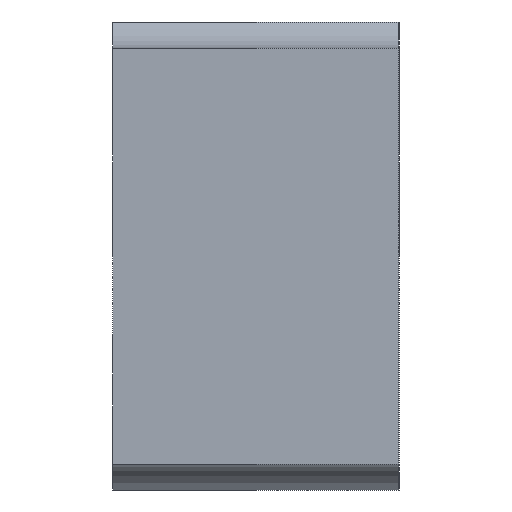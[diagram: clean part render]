
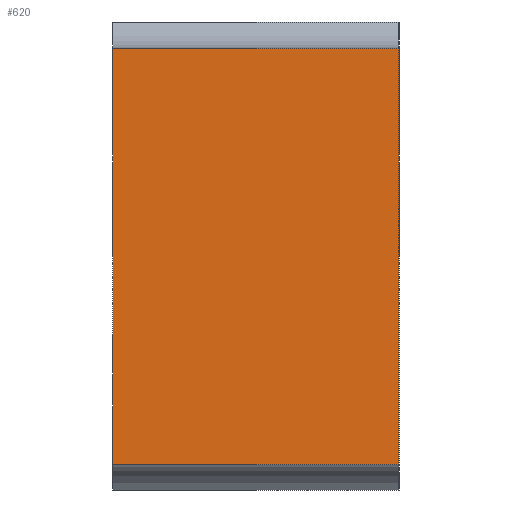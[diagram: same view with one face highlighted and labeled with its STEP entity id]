
A CAD part, left-side view. The second image highlights one B-rep face of the part: STEP entity #620.
In plain terms, the highlighted planar face has unit normal (-1, 0, 0).
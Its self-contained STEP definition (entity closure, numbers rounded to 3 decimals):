
#21=PLANE('',#680);
#46=FACE_OUTER_BOUND('',#78,.T.);
#78=EDGE_LOOP('',(#464,#465,#466,#467));
#125=LINE('',#986,#187);
#126=LINE('',#989,#188);
#127=LINE('',#991,#189);
#128=LINE('',#992,#190);
#187=VECTOR('',#799,10.);
#188=VECTOR('',#802,10.);
#189=VECTOR('',#803,10.);
#190=VECTOR('',#804,10.);
#277=VERTEX_POINT('',#980);
#279=VERTEX_POINT('',#984);
#280=VERTEX_POINT('',#988);
#281=VERTEX_POINT('',#990);
#351=EDGE_CURVE('',#277,#279,#125,.T.);
#352=EDGE_CURVE('',#280,#277,#126,.T.);
#353=EDGE_CURVE('',#281,#279,#127,.T.);
#354=EDGE_CURVE('',#280,#281,#128,.T.);
#464=ORIENTED_EDGE('',*,*,#352,.T.);
#465=ORIENTED_EDGE('',*,*,#351,.T.);
#466=ORIENTED_EDGE('',*,*,#353,.F.);
#467=ORIENTED_EDGE('',*,*,#354,.F.);
#620=ADVANCED_FACE('',(#46),#21,.T.);
#680=AXIS2_PLACEMENT_3D('',#987,#800,#801);
#799=DIRECTION('',(0.,1.,0.));
#800=DIRECTION('center_axis',(-1.,0.,0.));
#801=DIRECTION('ref_axis',(0.,0.,1.));
#802=DIRECTION('',(0.,0.,1.));
#803=DIRECTION('',(0.,0.,1.));
#804=DIRECTION('',(0.,1.,0.));
#980=CARTESIAN_POINT('',(0.,0.,-0.2));
#984=CARTESIAN_POINT('',(0.,1.1,-0.2));
#986=CARTESIAN_POINT('',(0.,0.,-0.2));
#987=CARTESIAN_POINT('Origin',(0.,0.,-1.8));
#988=CARTESIAN_POINT('',(0.,0.,-1.8));
#989=CARTESIAN_POINT('',(0.,0.,-2.));
#990=CARTESIAN_POINT('',(0.,1.1,-1.8));
#991=CARTESIAN_POINT('',(0.,1.1,-2.));
#992=CARTESIAN_POINT('',(0.,0.,-1.8));
